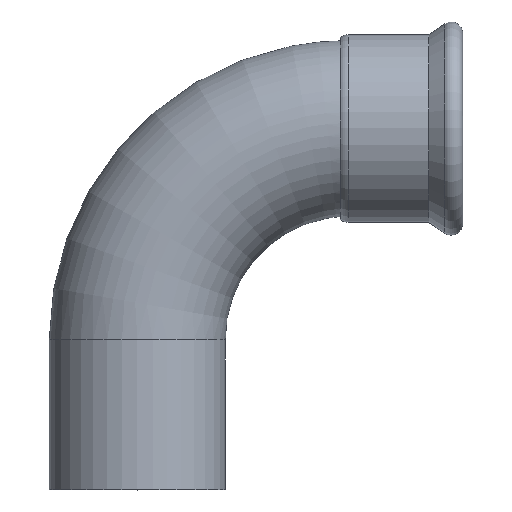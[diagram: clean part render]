
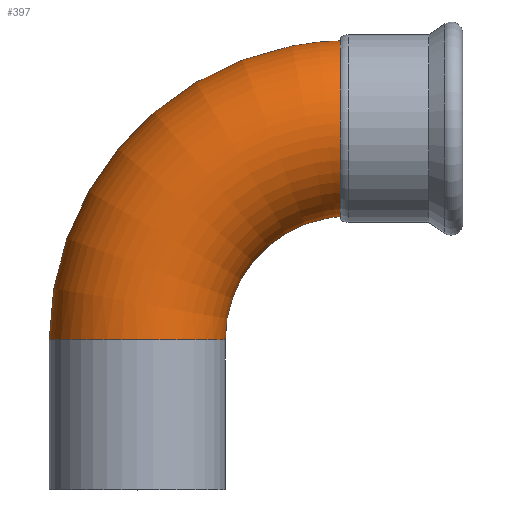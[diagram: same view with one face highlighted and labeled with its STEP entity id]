
A CAD part, top view. The second image highlights one B-rep face of the part: STEP entity #397.
In plain terms, the highlighted toroidal (fillet/blend) face has major radius 64.8 mm and minor radius 27 mm.
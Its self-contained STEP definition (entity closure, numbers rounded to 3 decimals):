
#50=TOROIDAL_SURFACE($,#442,64.8,27.);
#61=FACE_BOUND($,#135,.T.);
#99=FACE_OUTER_BOUND($,#134,.T.);
#134=EDGE_LOOP($,(#313,#314,#315));
#135=EDGE_LOOP($,(#316));
#184=CIRCLE($,#443,27.);
#206=B_SPLINE_CURVE_WITH_KNOTS($,3,(#693,#694,#695,#696,#697,#698,#699,
#700,#701,#702,#703,#704,#705,#706,#707,#708,#709,#710),.UNSPECIFIED.,.F.,
 .F.,(4,2,2,2,2,2,2,2,4),(11.997,12.497,12.997,
13.496,13.996,14.496,14.996,15.496,
15.995),.UNSPECIFIED.);
#207=B_SPLINE_CURVE_WITH_KNOTS($,3,(#711,#712,#713,#714,#715,#716,#717,
#718,#719,#720,#721,#722,#723,#724,#725,#726,#727,#728),.UNSPECIFIED.,.F.,
 .F.,(4,2,2,2,2,2,2,2,4),(0.,0.5,1.,1.499,
1.999,2.499,2.999,3.499,3.998),
 .UNSPECIFIED.);
#210=B_SPLINE_CURVE_WITH_KNOTS($,3,(#768,#769,#770,#771,#772,#773,#774,
#775,#776,#777,#778,#779,#780,#781,#782,#783,#784,#785,#786,#787,#788,#789,
#790,#791,#792,#793,#794,#795,#796,#797,#798,#799,#800,#801,#802,#803,#804,
#805),.UNSPECIFIED.,.F.,.F.,(4,2,2,2,2,2,2,2,2,2,2,2,2,2,2,2,2,2,4),(3.998,
3.999,4.499,4.999,5.499,5.998,
6.498,6.998,7.498,7.998,8.498,
8.997,9.497,9.997,10.497,10.997,
11.497,11.997,11.997),.UNSPECIFIED.);
#215=VERTEX_POINT($,#686);
#216=VERTEX_POINT($,#687);
#217=VERTEX_POINT($,#692);
#221=VERTEX_POINT($,#813);
#253=EDGE_CURVE($,#215,#217,#206,.T.);
#254=EDGE_CURVE($,#217,#216,#207,.T.);
#257=EDGE_CURVE($,#216,#215,#210,.T.);
#260=EDGE_CURVE($,#221,#221,#184,.T.);
#313=ORIENTED_EDGE($,*,*,#254,.T.);
#314=ORIENTED_EDGE($,*,*,#257,.T.);
#315=ORIENTED_EDGE($,*,*,#253,.T.);
#316=ORIENTED_EDGE($,*,*,#260,.F.);
#397=ADVANCED_FACE($,(#99,#61),#50,.T.);
#442=AXIS2_PLACEMENT_3D($,#812,#528,#529);
#443=AXIS2_PLACEMENT_3D($,#814,#530,#531);
#528=DIRECTION('center_axis',(0.,0.,-1.));
#529=DIRECTION('ref_axis',(-1.,0.,0.));
#530=DIRECTION('center_axis',(0.,-1.,0.));
#531=DIRECTION('ref_axis',(1.,0.,0.));
#686=CARTESIAN_POINT('',(63.8,110.796,27.));
#687=CARTESIAN_POINT('',(63.8,110.796,-27.));
#692=CARTESIAN_POINT('',(63.8,137.795,0.));
#693=CARTESIAN_POINT('Ctrl Pts',(63.8,110.796,27.));
#694=CARTESIAN_POINT('Ctrl Pts',(63.8,112.461,27.));
#695=CARTESIAN_POINT('Ctrl Pts',(63.8,114.28,26.835));
#696=CARTESIAN_POINT('Ctrl Pts',(63.8,117.842,26.127));
#697=CARTESIAN_POINT('Ctrl Pts',(63.8,119.587,25.582));
#698=CARTESIAN_POINT('Ctrl Pts',(63.8,122.666,24.307));
#699=CARTESIAN_POINT('Ctrl Pts',(63.8,124.284,23.459));
#700=CARTESIAN_POINT('Ctrl Pts',(63.8,127.305,21.44));
#701=CARTESIAN_POINT('Ctrl Pts',(63.8,128.708,20.27));
#702=CARTESIAN_POINT('Ctrl Pts',(63.8,131.064,17.913));
#703=CARTESIAN_POINT('Ctrl Pts',(63.8,132.235,16.511));
#704=CARTESIAN_POINT('Ctrl Pts',(63.8,134.253,13.49));
#705=CARTESIAN_POINT('Ctrl Pts',(63.8,135.102,11.871));
#706=CARTESIAN_POINT('Ctrl Pts',(63.8,136.377,8.793));
#707=CARTESIAN_POINT('Ctrl Pts',(63.8,136.921,7.049));
#708=CARTESIAN_POINT('Ctrl Pts',(63.8,137.63,3.486));
#709=CARTESIAN_POINT('Ctrl Pts',(63.8,137.795,1.666));
#710=CARTESIAN_POINT('Ctrl Pts',(63.8,137.795,0.));
#711=CARTESIAN_POINT('Ctrl Pts',(63.8,137.795,0.));
#712=CARTESIAN_POINT('Ctrl Pts',(63.8,137.795,-1.666));
#713=CARTESIAN_POINT('Ctrl Pts',(63.8,137.63,-3.486));
#714=CARTESIAN_POINT('Ctrl Pts',(63.8,136.921,-7.049));
#715=CARTESIAN_POINT('Ctrl Pts',(63.8,136.377,-8.793));
#716=CARTESIAN_POINT('Ctrl Pts',(63.8,135.102,-11.871));
#717=CARTESIAN_POINT('Ctrl Pts',(63.8,134.253,-13.49));
#718=CARTESIAN_POINT('Ctrl Pts',(63.8,132.235,-16.511));
#719=CARTESIAN_POINT('Ctrl Pts',(63.8,131.064,-17.913));
#720=CARTESIAN_POINT('Ctrl Pts',(63.8,128.708,-20.27));
#721=CARTESIAN_POINT('Ctrl Pts',(63.8,127.305,-21.44));
#722=CARTESIAN_POINT('Ctrl Pts',(63.8,124.284,-23.459));
#723=CARTESIAN_POINT('Ctrl Pts',(63.8,122.666,-24.307));
#724=CARTESIAN_POINT('Ctrl Pts',(63.8,119.587,-25.582));
#725=CARTESIAN_POINT('Ctrl Pts',(63.8,117.842,-26.127));
#726=CARTESIAN_POINT('Ctrl Pts',(63.8,114.28,-26.835));
#727=CARTESIAN_POINT('Ctrl Pts',(63.8,112.461,-27.));
#728=CARTESIAN_POINT('Ctrl Pts',(63.8,110.796,-27.));
#768=CARTESIAN_POINT('Ctrl Pts',(63.8,110.796,-27.));
#769=CARTESIAN_POINT('Ctrl Pts',(63.8,110.795,-27.));
#770=CARTESIAN_POINT('Ctrl Pts',(63.8,110.794,-27.));
#771=CARTESIAN_POINT('Ctrl Pts',(63.8,109.126,-27.));
#772=CARTESIAN_POINT('Ctrl Pts',(63.8,107.306,-26.836));
#773=CARTESIAN_POINT('Ctrl Pts',(63.8,103.742,-26.127));
#774=CARTESIAN_POINT('Ctrl Pts',(63.8,101.997,-25.582));
#775=CARTESIAN_POINT('Ctrl Pts',(63.8,98.918,-24.307));
#776=CARTESIAN_POINT('Ctrl Pts',(63.8,97.3,-23.459));
#777=CARTESIAN_POINT('Ctrl Pts',(63.8,94.278,-21.44));
#778=CARTESIAN_POINT('Ctrl Pts',(63.8,92.875,-20.269));
#779=CARTESIAN_POINT('Ctrl Pts',(63.8,90.518,-17.913));
#780=CARTESIAN_POINT('Ctrl Pts',(63.8,89.347,-16.51));
#781=CARTESIAN_POINT('Ctrl Pts',(63.8,87.328,-13.489));
#782=CARTESIAN_POINT('Ctrl Pts',(63.8,86.48,-11.871));
#783=CARTESIAN_POINT('Ctrl Pts',(63.8,85.205,-8.792));
#784=CARTESIAN_POINT('Ctrl Pts',(63.8,84.66,-7.049));
#785=CARTESIAN_POINT('Ctrl Pts',(63.8,83.951,-3.485));
#786=CARTESIAN_POINT('Ctrl Pts',(63.8,83.787,-1.666));
#787=CARTESIAN_POINT('Ctrl Pts',(63.8,83.787,1.666));
#788=CARTESIAN_POINT('Ctrl Pts',(63.8,83.951,3.485));
#789=CARTESIAN_POINT('Ctrl Pts',(63.8,84.66,7.049));
#790=CARTESIAN_POINT('Ctrl Pts',(63.8,85.205,8.792));
#791=CARTESIAN_POINT('Ctrl Pts',(63.8,86.48,11.871));
#792=CARTESIAN_POINT('Ctrl Pts',(63.8,87.328,13.489));
#793=CARTESIAN_POINT('Ctrl Pts',(63.8,89.347,16.51));
#794=CARTESIAN_POINT('Ctrl Pts',(63.8,90.518,17.913));
#795=CARTESIAN_POINT('Ctrl Pts',(63.8,92.875,20.269));
#796=CARTESIAN_POINT('Ctrl Pts',(63.8,94.278,21.44));
#797=CARTESIAN_POINT('Ctrl Pts',(63.8,97.3,23.459));
#798=CARTESIAN_POINT('Ctrl Pts',(63.8,98.918,24.307));
#799=CARTESIAN_POINT('Ctrl Pts',(63.8,101.997,25.582));
#800=CARTESIAN_POINT('Ctrl Pts',(63.8,103.742,26.127));
#801=CARTESIAN_POINT('Ctrl Pts',(63.8,107.306,26.836));
#802=CARTESIAN_POINT('Ctrl Pts',(63.8,109.126,27.));
#803=CARTESIAN_POINT('Ctrl Pts',(63.8,110.794,27.));
#804=CARTESIAN_POINT('Ctrl Pts',(63.8,110.795,27.));
#805=CARTESIAN_POINT('Ctrl Pts',(63.8,110.796,27.));
#812=CARTESIAN_POINT('Origin',(64.8,46.,0.));
#813=CARTESIAN_POINT('',(-27.,46.,0.));
#814=CARTESIAN_POINT('Origin',(0.,46.,0.));
